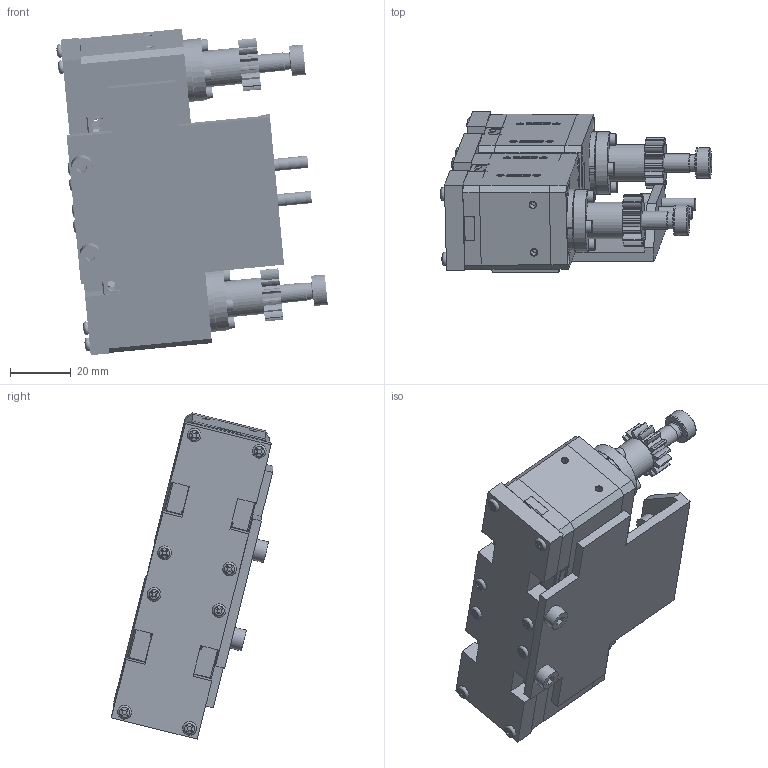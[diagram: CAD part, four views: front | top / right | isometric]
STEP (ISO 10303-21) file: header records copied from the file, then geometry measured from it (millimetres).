
FILE_DESCRIPTION(/* description */ (''),/* implementation_level */ '2;1');
FILE_NAME(/* name */ 'MotorBrakettToFeste.stp',/* time_stamp */ '2025-08-07T17:00:21+02:00',/* author */ ('roone'),/* organization */ (''),/* preprocessor_version */ 'ST-DEVELOPER v20',/* originating_system */ 'Autodesk Inventor 2025',/* authorisation */ '');
FILE_SCHEMA (('AUTOMOTIVE_DESIGN { 1 0 10303 214 3 1 1 }'));
Products named in the file (26): MotorBrakettToFeste; BrakettMotor nye motorer (4); fastenbracketmotor fiks; XC-430_idle (1); DC11_B01_CASE_M_DUMMY; DC11_B01_CASE_F_DUMMY; DC11_B01_CASE_B_DUMMY2; DX124_SCREW-COVER; DC11_A01_WIN_LED; DC11_A01_CVR_CABLE; M_DC11_A01_IDLER_ASM; M_DC11_A01_IDLER; M_DC11_A01_IDLER_CAP; DC11_A01_IDLER_SCREW; DC14_A01_INSERT_1; M_DC11_A01_HORN_ASM; M_DC11_A01_HORN; DC11_A01_HORN_INSERT_1; FHS_M2_5X06_NYLOK; B3B-EH; EHR-3; M2x0,4 L5; M4x0,7 L14; PHS_M2_5X12_K; Lille gir + adapter; 619706012
Assembly tree (62 placements, depth 4):
  MotorBrakettToFeste
    BrakettMotor nye motorer (4)
    fastenbracketmotor fiks
    XC-430_idle (1)  x2
      DC11_B01_CASE_M_DUMMY
      DC11_B01_CASE_F_DUMMY
      DC11_B01_CASE_B_DUMMY2
      PHS_M2_5X12_K
      DX124_SCREW-COVER
      DC11_A01_WIN_LED
      DC11_A01_CVR_CABLE
      M_DC11_A01_IDLER_ASM
        M_DC11_A01_IDLER
        DC11_A01_HORN_INSERT_1  x4
        M_DC11_A01_IDLER_CAP
        DC11_A01_IDLER_SCREW
      DC14_A01_INSERT_1
      M_DC11_A01_HORN_ASM
        M_DC11_A01_HORN
        DC11_A01_HORN_INSERT_1  x4
        FHS_M2_5X06_NYLOK
      B3B-EH
      EHR-3
    M4x0,7 L14  x4
    M2x0,4 L5  x8
    PHS_M2_5X12_K  x8
    Lille gir + adapter  x2
    619706012  x2
Bounding box: 89.05 x 52.88 x 107.13 mm (x, y, z)
Volume: 127484.6 mm3; surface area: 77273.8 mm2
Topology: 90 solids, 152 shells, 5642 faces, 15404 edges, 10236 vertices
Faces by surface type: plane 3550, cylinder 1770, cone 158, torus 94, bspline 36, sphere 34
Full cylindrical faces by diameter (mm): 1.6 x4, 1.7 x18, 2 x34, 2.05 x2, 2.1 x28, 2.2 x2, 2.5 x104, 2.6 x16, 2.7 x8, 2.8 x2, 3 x24, 3.242 x2, 3.5 x6, 3.65 x2, 3.7 x8, 4 x16, 4.134 x2, 4.8 x16, 5 x8, 5.3 x2, 5.5 x2, 5.52 x2, 6 x2, 6.2 x2, 6.4 x2, 7 x4, 8 x2, 8.05 x2, 9.96 x2, 10 x2
Entity records: 50438 total; most frequent: CARTESIAN_POINT 10971, DIRECTION 8087, ORIENTED_EDGE 7866, EDGE_CURVE 4007, LINE 2795, VECTOR 2795, VERTEX_POINT 2659, AXIS2_PLACEMENT_3D 2646
